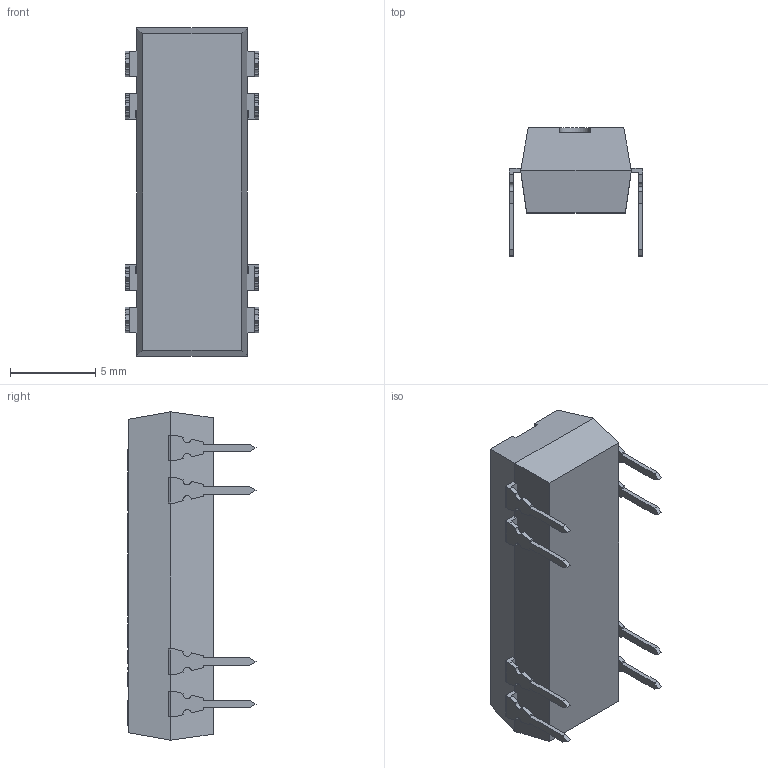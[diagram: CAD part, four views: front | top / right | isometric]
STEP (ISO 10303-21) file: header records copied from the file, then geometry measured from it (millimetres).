
FILE_DESCRIPTION (( 'STEP AP214' ), '1' );
FILE_NAME ('Standex-Meder Electronics-DIP-1A72-11L_WEB.STEP', '2016-06-03T19:33:10', ( '' ), ( '' ), 'SwSTEP 2.0', 'SolidWorks 2016', '' );
FILE_SCHEMA (( 'AUTOMOTIVE_DESIGN' ));
Length unit declared in the file: millimetre
Products named in the file (1): Standex-Meder Electronics-DIP-1A72-11L_WEB
Bounding box: 7.87 x 7.54 x 19.3 mm (x, y, z)
Surface area: 588.8 mm2 (no closed solid volume)
Topology: 0 solids, 7 shells, 482 faces, 1543 edges, 1060 vertices
Faces by surface type: plane 351, bspline 98, cylinder 33
Entity records: 27534 total; most frequent: CARTESIAN_POINT 9444, ORIENTED_EDGE 2760, DIRECTION 2149, EDGE_CURVE 1543, LINE 1247, VECTOR 1247, VERTEX_POINT 1060, EDGE_LOOP 522
